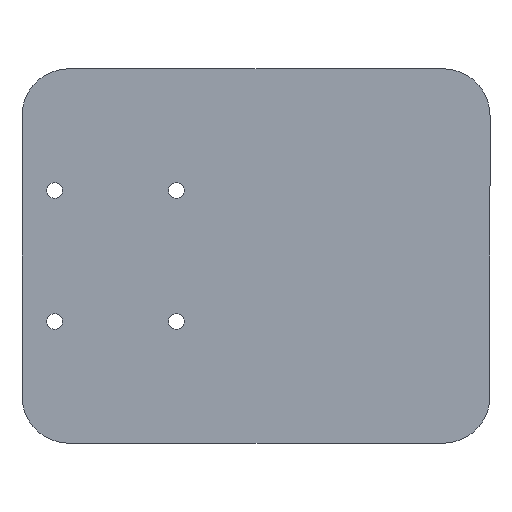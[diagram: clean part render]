
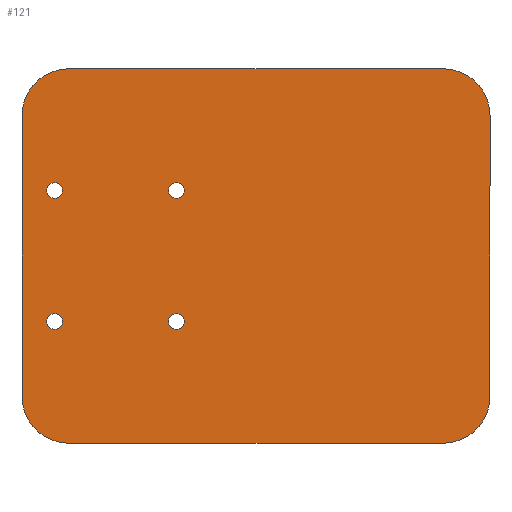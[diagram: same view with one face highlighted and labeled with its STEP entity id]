
A CAD part, front view. The second image highlights one B-rep face of the part: STEP entity #121.
In plain terms, the highlighted planar face has unit normal (0, -1, 0).
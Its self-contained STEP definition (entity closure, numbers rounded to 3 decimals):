
#4 = CIRCLE ( 'NONE', #165, 1.7 ) ;
#19 = ORIENTED_EDGE ( 'NONE', *, *, #436, .T. ) ;
#31 = EDGE_LOOP ( 'NONE', ( #586, #388 ) ) ;
#36 = ORIENTED_EDGE ( 'NONE', *, *, #615, .F. ) ;
#54 = DIRECTION ( 'NONE',  ( 0., -1., 0. ) ) ;
#61 = EDGE_CURVE ( 'NONE', #176, #556, #4, .T. ) ;
#65 = EDGE_CURVE ( 'NONE', #525, #612, #202, .T. ) ;
#69 = FACE_BOUND ( 'NONE', #31, .T. ) ;
#72 = AXIS2_PLACEMENT_3D ( 'NONE', #399, #104, #666 ) ;
#77 = VERTEX_POINT ( 'NONE', #318 ) ;
#81 = ORIENTED_EDGE ( 'NONE', *, *, #631, .F. ) ;
#82 = DIRECTION ( 'NONE',  ( 0., -1., 0. ) ) ;
#85 = CARTESIAN_POINT ( 'NONE',  ( 13., -5., 12.3 ) ) ;
#88 = DIRECTION ( 'NONE',  ( 0., 0., 1. ) ) ;
#90 = DIRECTION ( 'NONE',  ( 0., -1., 0. ) ) ;
#94 = CIRCLE ( 'NONE', #555, 1.7 ) ;
#103 = VERTEX_POINT ( 'NONE', #652 ) ;
#104 = DIRECTION ( 'NONE',  ( 0., -1., 0. ) ) ;
#105 = CIRCLE ( 'NONE', #360, 10. ) ;
#108 = CARTESIAN_POINT ( 'NONE',  ( 70., -5., -40. ) ) ;
#113 = DIRECTION ( 'NONE',  ( 0., 0., 1. ) ) ;
#121 = ADVANCED_FACE ( 'NONE', ( #432, #69, #134, #535, #126 ), #322, .F. ) ;
#123 = CARTESIAN_POINT ( 'NONE',  ( -20., -5., -30. ) ) ;
#126 = FACE_BOUND ( 'NONE', #662, .T. ) ;
#128 = VECTOR ( 'NONE', #540, 1000. ) ;
#134 = FACE_OUTER_BOUND ( 'NONE', #634, .T. ) ;
#138 = EDGE_CURVE ( 'NONE', #612, #103, #283, .T. ) ;
#139 = DIRECTION ( 'NONE',  ( 0., 0., 1. ) ) ;
#159 = VERTEX_POINT ( 'NONE', #123 ) ;
#164 = EDGE_CURVE ( 'NONE', #384, #372, #94, .T. ) ;
#165 = AXIS2_PLACEMENT_3D ( 'NONE', #482, #377, #333 ) ;
#167 = EDGE_CURVE ( 'NONE', #159, #269, #105, .T. ) ;
#169 = ORIENTED_EDGE ( 'NONE', *, *, #227, .T. ) ;
#172 = VECTOR ( 'NONE', #368, 1000. ) ;
#176 = VERTEX_POINT ( 'NONE', #418 ) ;
#182 = ORIENTED_EDGE ( 'NONE', *, *, #65, .T. ) ;
#183 = DIRECTION ( 'NONE',  ( 0., 0., 1. ) ) ;
#190 = CARTESIAN_POINT ( 'NONE',  ( 70., -5., -30. ) ) ;
#200 = DIRECTION ( 'NONE',  ( 0., -1., 0. ) ) ;
#202 = CIRCLE ( 'NONE', #373, 10. ) ;
#208 = DIRECTION ( 'NONE',  ( 0., 0., 1. ) ) ;
#210 = EDGE_CURVE ( 'NONE', #372, #384, #608, .T. ) ;
#212 = CARTESIAN_POINT ( 'NONE',  ( -13., -5., -15.7 ) ) ;
#221 = ORIENTED_EDGE ( 'NONE', *, *, #138, .T. ) ;
#223 = CARTESIAN_POINT ( 'NONE',  ( -10., -5., -40. ) ) ;
#224 = VERTEX_POINT ( 'NONE', #310 ) ;
#227 = EDGE_CURVE ( 'NONE', #269, #525, #276, .T. ) ;
#233 = AXIS2_PLACEMENT_3D ( 'NONE', #328, #90, #88 ) ;
#240 = LINE ( 'NONE', #650, #361 ) ;
#243 = EDGE_CURVE ( 'NONE', #339, #249, #468, .T. ) ;
#244 = ORIENTED_EDGE ( 'NONE', *, *, #61, .F. ) ;
#249 = VERTEX_POINT ( 'NONE', #523 ) ;
#251 = VECTOR ( 'NONE', #359, 1000. ) ;
#252 = CIRCLE ( 'NONE', #311, 10. ) ;
#254 = EDGE_CURVE ( 'NONE', #77, #627, #601, .T. ) ;
#262 = DIRECTION ( 'NONE',  ( 0., -1., 0. ) ) ;
#263 = AXIS2_PLACEMENT_3D ( 'NONE', #266, #640, #527 ) ;
#266 = CARTESIAN_POINT ( 'NONE',  ( 13., -5., 14. ) ) ;
#269 = VERTEX_POINT ( 'NONE', #223 ) ;
#270 = CARTESIAN_POINT ( 'NONE',  ( 80., -5., -40. ) ) ;
#273 = DIRECTION ( 'NONE',  ( 0., -1., 0. ) ) ;
#276 = LINE ( 'NONE', #414, #251 ) ;
#277 = VERTEX_POINT ( 'NONE', #212 ) ;
#283 = LINE ( 'NONE', #270, #128 ) ;
#291 = CARTESIAN_POINT ( 'NONE',  ( -10., -5., 30. ) ) ;
#302 = ORIENTED_EDGE ( 'NONE', *, *, #243, .F. ) ;
#306 = AXIS2_PLACEMENT_3D ( 'NONE', #520, #54, #319 ) ;
#307 = CIRCLE ( 'NONE', #72, 1.7 ) ;
#310 = CARTESIAN_POINT ( 'NONE',  ( -20., -5., 30. ) ) ;
#311 = AXIS2_PLACEMENT_3D ( 'NONE', #291, #499, #597 ) ;
#316 = CARTESIAN_POINT ( 'NONE',  ( -10., -5., 40. ) ) ;
#318 = CARTESIAN_POINT ( 'NONE',  ( -13., -5., 12.3 ) ) ;
#319 = DIRECTION ( 'NONE',  ( 0., 0., 1. ) ) ;
#322 = PLANE ( 'NONE',  #619 ) ;
#326 = ORIENTED_EDGE ( 'NONE', *, *, #515, .F. ) ;
#328 = CARTESIAN_POINT ( 'NONE',  ( 70., -5., 30. ) ) ;
#330 = CARTESIAN_POINT ( 'NONE',  ( 0., -5., 0. ) ) ;
#333 = DIRECTION ( 'NONE',  ( 0., 0., 1. ) ) ;
#339 = VERTEX_POINT ( 'NONE', #316 ) ;
#344 = CARTESIAN_POINT ( 'NONE',  ( -13., -5., 15.7 ) ) ;
#348 = ORIENTED_EDGE ( 'NONE', *, *, #164, .F. ) ;
#359 = DIRECTION ( 'NONE',  ( 1., 0., 0. ) ) ;
#360 = AXIS2_PLACEMENT_3D ( 'NONE', #492, #262, #113 ) ;
#361 = VECTOR ( 'NONE', #600, 1000. ) ;
#365 = EDGE_CURVE ( 'NONE', #159, #224, #240, .T. ) ;
#368 = DIRECTION ( 'NONE',  ( 1., 0., 0. ) ) ;
#372 = VERTEX_POINT ( 'NONE', #85 ) ;
#373 = AXIS2_PLACEMENT_3D ( 'NONE', #190, #82, #183 ) ;
#377 = DIRECTION ( 'NONE',  ( 0., -1., 0. ) ) ;
#381 = CIRCLE ( 'NONE', #541, 1.7 ) ;
#384 = VERTEX_POINT ( 'NONE', #653 ) ;
#388 = ORIENTED_EDGE ( 'NONE', *, *, #254, .F. ) ;
#399 = CARTESIAN_POINT ( 'NONE',  ( -13., -5., 14. ) ) ;
#404 = CARTESIAN_POINT ( 'NONE',  ( 13., -5., -12.3 ) ) ;
#413 = EDGE_LOOP ( 'NONE', ( #348, #426 ) ) ;
#414 = CARTESIAN_POINT ( 'NONE',  ( -20., -5., -40. ) ) ;
#416 = ORIENTED_EDGE ( 'NONE', *, *, #365, .F. ) ;
#418 = CARTESIAN_POINT ( 'NONE',  ( 13., -5., -15.7 ) ) ;
#426 = ORIENTED_EDGE ( 'NONE', *, *, #210, .F. ) ;
#432 = FACE_BOUND ( 'NONE', #413, .T. ) ;
#436 = EDGE_CURVE ( 'NONE', #103, #249, #544, .T. ) ;
#441 = CIRCLE ( 'NONE', #529, 1.7 ) ;
#454 = DIRECTION ( 'NONE',  ( 0., -1., 0. ) ) ;
#456 = CARTESIAN_POINT ( 'NONE',  ( -13., -5., -14. ) ) ;
#458 = CARTESIAN_POINT ( 'NONE',  ( -13., -5., -14. ) ) ;
#468 = LINE ( 'NONE', #516, #172 ) ;
#471 = EDGE_CURVE ( 'NONE', #339, #224, #252, .T. ) ;
#475 = DIRECTION ( 'NONE',  ( 0., 0., 1. ) ) ;
#482 = CARTESIAN_POINT ( 'NONE',  ( 13., -5., -14. ) ) ;
#489 = AXIS2_PLACEMENT_3D ( 'NONE', #458, #509, #208 ) ;
#492 = CARTESIAN_POINT ( 'NONE',  ( -10., -5., -30. ) ) ;
#497 = ORIENTED_EDGE ( 'NONE', *, *, #471, .T. ) ;
#499 = DIRECTION ( 'NONE',  ( 0., -1., 0. ) ) ;
#509 = DIRECTION ( 'NONE',  ( 0., -1., 0. ) ) ;
#515 = EDGE_CURVE ( 'NONE', #638, #277, #621, .T. ) ;
#516 = CARTESIAN_POINT ( 'NONE',  ( -20., -5., 40. ) ) ;
#520 = CARTESIAN_POINT ( 'NONE',  ( -13., -5., 14. ) ) ;
#523 = CARTESIAN_POINT ( 'NONE',  ( 70., -5., 40. ) ) ;
#525 = VERTEX_POINT ( 'NONE', #108 ) ;
#526 = CARTESIAN_POINT ( 'NONE',  ( 13., -5., 14. ) ) ;
#527 = DIRECTION ( 'NONE',  ( 0., 0., 1. ) ) ;
#529 = AXIS2_PLACEMENT_3D ( 'NONE', #456, #200, #664 ) ;
#535 = FACE_BOUND ( 'NONE', #659, .T. ) ;
#540 = DIRECTION ( 'NONE',  ( 0., 0., 1. ) ) ;
#541 = AXIS2_PLACEMENT_3D ( 'NONE', #558, #454, #673 ) ;
#544 = CIRCLE ( 'NONE', #233, 10. ) ;
#555 = AXIS2_PLACEMENT_3D ( 'NONE', #526, #273, #475 ) ;
#556 = VERTEX_POINT ( 'NONE', #404 ) ;
#558 = CARTESIAN_POINT ( 'NONE',  ( 13., -5., -14. ) ) ;
#563 = EDGE_CURVE ( 'NONE', #627, #77, #307, .T. ) ;
#570 = CARTESIAN_POINT ( 'NONE',  ( 80., -5., -30. ) ) ;
#580 = CARTESIAN_POINT ( 'NONE',  ( -13., -5., -12.3 ) ) ;
#586 = ORIENTED_EDGE ( 'NONE', *, *, #563, .F. ) ;
#597 = DIRECTION ( 'NONE',  ( 0., 0., 1. ) ) ;
#598 = DIRECTION ( 'NONE',  ( 0., 1., 0. ) ) ;
#600 = DIRECTION ( 'NONE',  ( 0., 0., 1. ) ) ;
#601 = CIRCLE ( 'NONE', #306, 1.7 ) ;
#608 = CIRCLE ( 'NONE', #263, 1.7 ) ;
#612 = VERTEX_POINT ( 'NONE', #570 ) ;
#615 = EDGE_CURVE ( 'NONE', #277, #638, #441, .T. ) ;
#616 = ORIENTED_EDGE ( 'NONE', *, *, #167, .T. ) ;
#619 = AXIS2_PLACEMENT_3D ( 'NONE', #330, #598, #139 ) ;
#621 = CIRCLE ( 'NONE', #489, 1.7 ) ;
#627 = VERTEX_POINT ( 'NONE', #344 ) ;
#631 = EDGE_CURVE ( 'NONE', #556, #176, #381, .T. ) ;
#634 = EDGE_LOOP ( 'NONE', ( #221, #19, #302, #497, #416, #616, #169, #182 ) ) ;
#638 = VERTEX_POINT ( 'NONE', #580 ) ;
#640 = DIRECTION ( 'NONE',  ( 0., -1., 0. ) ) ;
#650 = CARTESIAN_POINT ( 'NONE',  ( -20., -5., -40. ) ) ;
#652 = CARTESIAN_POINT ( 'NONE',  ( 80., -5., 30. ) ) ;
#653 = CARTESIAN_POINT ( 'NONE',  ( 13., -5., 15.7 ) ) ;
#659 = EDGE_LOOP ( 'NONE', ( #81, #244 ) ) ;
#662 = EDGE_LOOP ( 'NONE', ( #326, #36 ) ) ;
#664 = DIRECTION ( 'NONE',  ( 0., 0., 1. ) ) ;
#666 = DIRECTION ( 'NONE',  ( 0., 0., 1. ) ) ;
#673 = DIRECTION ( 'NONE',  ( 0., 0., 1. ) ) ;
